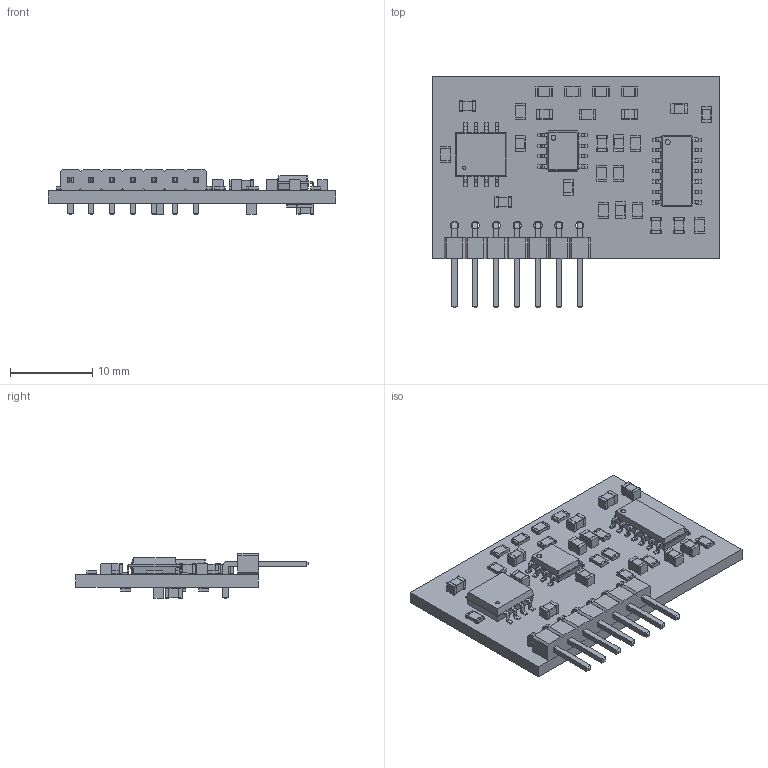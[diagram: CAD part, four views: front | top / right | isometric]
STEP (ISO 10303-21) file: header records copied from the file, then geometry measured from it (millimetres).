
FILE_DESCRIPTION(('KiCad electronic assembly'),'2;1');
FILE_NAME('Modular_Filter_kicad.step','2025-04-20T10:36:01',('Pcbnew'),( 'Kicad'),'Open CASCADE STEP processor 7.8','KiCad to STEP converter' ,'Unknown');
FILE_SCHEMA(('AUTOMOTIVE_DESIGN { 1 0 10303 214 1 1 1 1 }'));
Length unit declared in the file: millimetre
Products named in the file (8): Modular_Filter_kicad 1; R_0805_2012Metric; C_0805_2012Metric; SOIC-8_5.3x6.2mm_P1.27mm; PinHeader_1x07_P2.54mm_Horizontal; SOIC-8_3.9x4.9mm_P1.27mm; SOIC-14_3.9x8.7mm_P1.27mm; Modular_Filter_kicad_PCB
Assembly tree (37 placements, depth 2):
  Modular_Filter_kicad 1
    R_0805_2012Metric  x16
    C_0805_2012Metric  x16
    SOIC-8_5.3x6.2mm_P1.27mm
    PinHeader_1x07_P2.54mm_Horizontal
    SOIC-8_3.9x4.9mm_P1.27mm
    SOIC-14_3.9x8.7mm_P1.27mm
    Modular_Filter_kicad_PCB
Bounding box: 34.97 x 28.23 x 5.54 mm (x, y, z)
Volume: 1514.4 mm3; surface area: 2808.3 mm2
Topology: 37 solids, 37 shells, 1607 faces, 4161 edges, 2677 vertices
Faces by surface type: plane 1073, cylinder 456, bspline 78
Full cylindrical faces by diameter (mm): 0.6 x2, 1 x7
Entity records: 29878 total; most frequent: CARTESIAN_POINT 4503, ORIENTED_EDGE 4121, DIRECTION 3812, EDGE_CURVE 2061, LINE 1672, VECTOR 1672, VERTEX_POINT 1297, AXIS2_PLACEMENT_3D 1070
